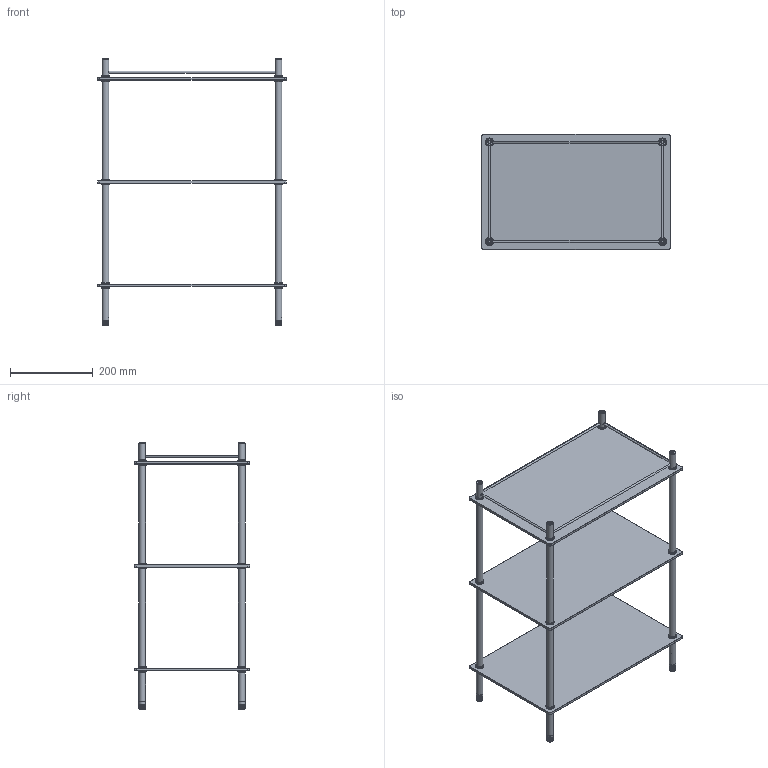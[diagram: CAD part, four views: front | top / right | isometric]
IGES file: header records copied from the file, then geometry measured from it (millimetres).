
Global section: file name: No Iges File Name specified; native system: Autodesk Inventor 2012; preprocessor: AutoDesk Inventor Iges Exporter R2012; author: sbajwa; date: 20130311.120826; units: millimetre
Bounding box: 457 x 279 x 645.5 mm (x, y, z)
Volume: 2570620.5 mm3; surface area: 1121757.2 mm2
Topology: 55 solids, 55 shells, 952 faces, 2175 edges, 1390 vertices
Faces by surface type: plane 323, bspline 273, revolution 156, cylinder 104, torus 68, cone 28
Full cylindrical faces by diameter (mm): 4.76 x4, 8 x4, 11.4 x16, 15.81 x4, 15.875 x16, 20 x24
